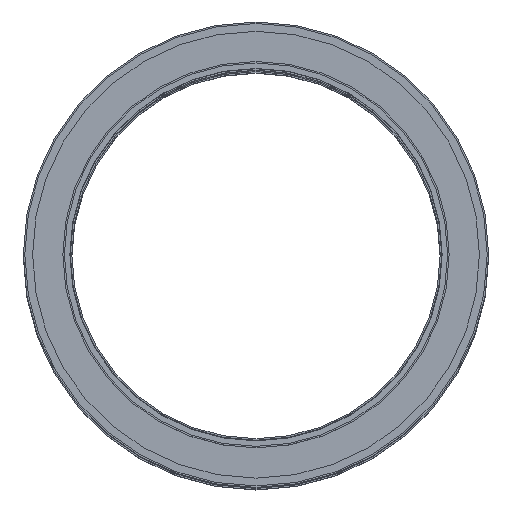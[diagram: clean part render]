
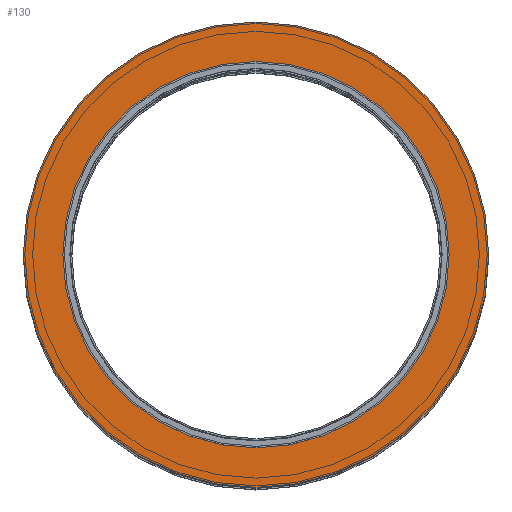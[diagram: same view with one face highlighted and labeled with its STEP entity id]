
A CAD part, top view. The second image highlights one B-rep face of the part: STEP entity #130.
In plain terms, the highlighted planar face has unit normal (0, 0, 1).
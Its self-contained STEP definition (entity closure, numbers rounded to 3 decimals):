
#34 = VERTEX_POINT ( 'NONE', #490 ) ;
#36 = EDGE_CURVE ( 'NONE', #34, #37, #485, .T. ) ;
#37 = VERTEX_POINT ( 'NONE', #480 ) ;
#41 = VERTEX_POINT ( 'NONE', #533 ) ;
#43 = EDGE_CURVE ( 'NONE', #41, #44, #532, .T. ) ;
#44 = VERTEX_POINT ( 'NONE', #527 ) ;
#110 = ORIENTED_EDGE ( 'NONE', *, *, #36, .F. ) ;
#111 = ORIENTED_EDGE ( 'NONE', *, *, #127, .F. ) ;
#127 = EDGE_CURVE ( 'NONE', #37, #34, #680, .T. ) ;
#130 = ADVANCED_FACE ( 'NONE', ( #672, #671 ), #670, .T. ) ;
#131 = EDGE_LOOP ( 'NONE', ( #132, #133 ) ) ;
#132 = ORIENTED_EDGE ( 'NONE', *, *, #43, .T. ) ;
#133 = ORIENTED_EDGE ( 'NONE', *, *, #134, .T. ) ;
#134 = EDGE_CURVE ( 'NONE', #44, #41, #664, .T. ) ;
#135 = EDGE_LOOP ( 'NONE', ( #110, #111 ) ) ;
#480 = CARTESIAN_POINT ( 'NONE',  ( -129.7, 0., 500. ) ) ;
#481 = DIRECTION ( 'NONE',  ( 1., 0., 0. ) ) ;
#482 = DIRECTION ( 'NONE',  ( 0., 0., 1. ) ) ;
#483 = CARTESIAN_POINT ( 'NONE',  ( 0., 0., 500. ) ) ;
#484 = AXIS2_PLACEMENT_3D ( 'NONE', #483, #482, #481 ) ;
#485 = CIRCLE ( 'NONE', #484, 129.7 ) ;
#490 = CARTESIAN_POINT ( 'NONE',  ( 129.7, 0., 500. ) ) ;
#527 = CARTESIAN_POINT ( 'NONE',  ( -156.25, 0., 500. ) ) ;
#528 = DIRECTION ( 'NONE',  ( 1., 0., 0. ) ) ;
#529 = DIRECTION ( 'NONE',  ( 0., 0., 1. ) ) ;
#530 = CARTESIAN_POINT ( 'NONE',  ( 0., 0., 500. ) ) ;
#531 = AXIS2_PLACEMENT_3D ( 'NONE', #530, #529, #528 ) ;
#532 = CIRCLE ( 'NONE', #531, 156.25 ) ;
#533 = CARTESIAN_POINT ( 'NONE',  ( 156.25, 0., 500. ) ) ;
#661 = DIRECTION ( 'NONE',  ( 1., 0., 0. ) ) ;
#662 = DIRECTION ( 'NONE',  ( 0., 0., 1. ) ) ;
#663 = AXIS2_PLACEMENT_3D ( 'NONE', #668, #662, #661 ) ;
#664 = CIRCLE ( 'NONE', #663, 156.25 ) ;
#665 = DIRECTION ( 'NONE',  ( 1., 0., 0. ) ) ;
#666 = DIRECTION ( 'NONE',  ( 0., 0., 1. ) ) ;
#667 = AXIS2_PLACEMENT_3D ( 'NONE', #669, #666, #665 ) ;
#668 = CARTESIAN_POINT ( 'NONE',  ( 0., 0., 500. ) ) ;
#669 = CARTESIAN_POINT ( 'NONE',  ( 0., 129.7, 500. ) ) ;
#670 = PLANE ( 'NONE',  #667 ) ;
#671 = FACE_BOUND ( 'NONE', #135, .T. ) ;
#672 = FACE_OUTER_BOUND ( 'NONE', #131, .T. ) ;
#673 = DIRECTION ( 'NONE',  ( 1., 0., 0. ) ) ;
#674 = DIRECTION ( 'NONE',  ( 0., 0., 1. ) ) ;
#675 = CARTESIAN_POINT ( 'NONE',  ( 0., 0., 500. ) ) ;
#676 = AXIS2_PLACEMENT_3D ( 'NONE', #675, #674, #673 ) ;
#680 = CIRCLE ( 'NONE', #676, 129.7 ) ;
